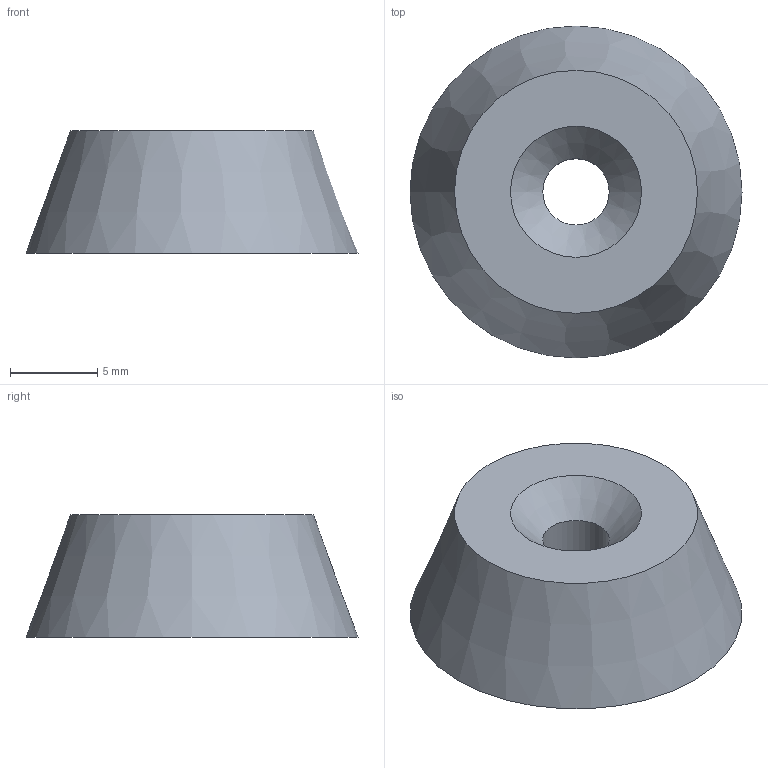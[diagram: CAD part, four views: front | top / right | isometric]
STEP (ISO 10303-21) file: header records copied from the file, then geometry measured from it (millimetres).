
FILE_DESCRIPTION(/* description */ (''),/* implementation_level */ '2;1');
FILE_NAME(/* name */ 'Drawer Foot (Round) v1.step',/* time_stamp */ '2020-09-25T16:39:53+01:00',/* author */ (''),/* organization */ (''),/* preprocessor_version */ 'ST-DEVELOPER v18.1',/* originating_system */ 'Autodesk Translation Framework v9.3.0.1241',/* authorisation */ '');
FILE_SCHEMA (('AUTOMOTIVE_DESIGN { 1 0 10303 214 3 1 1 }'));
Length unit declared in the file: millimetre
Products named in the file (1): Drawer Foot (Round)
Bounding box: 19 x 19 x 7 mm (x, y, z)
Volume: 1393.6 mm3; surface area: 872.8 mm2
Topology: 1 solids, 1 shells, 5 faces, 8 edges, 5 vertices
Faces by surface type: cone 2, plane 2, cylinder 1
Full cylindrical faces by diameter (mm): 3.8 x1
Entity records: 156 total; most frequent: DIRECTION 25, CARTESIAN_POINT 19, ORIENTED_EDGE 16, AXIS2_PLACEMENT_3D 11, EDGE_CURVE 8, EDGE_LOOP 7, FACE_OUTER_BOUND 5, CIRCLE 5
